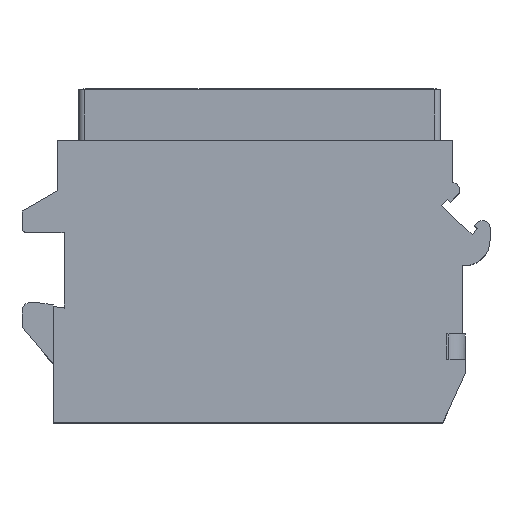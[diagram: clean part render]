
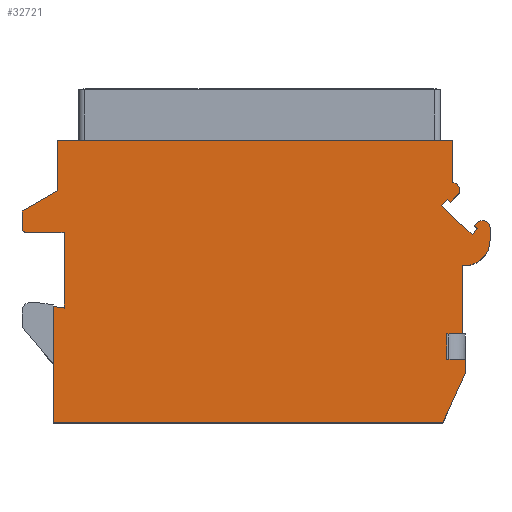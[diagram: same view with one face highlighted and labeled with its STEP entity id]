
A CAD part, top view. The second image highlights one B-rep face of the part: STEP entity #32721.
In plain terms, the highlighted planar face has unit normal (0, 0, 1).
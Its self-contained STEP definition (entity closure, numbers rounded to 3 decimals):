
#382=DIRECTION('',(-1.,0.,0.));
#383=VECTOR('',#382,1.1);
#384=CARTESIAN_POINT('',(14.372,6.3,7.));
#385=LINE('',#384,#383);
#386=DIRECTION('',(0.,-1.,0.));
#387=VECTOR('',#386,1.8);
#388=CARTESIAN_POINT('',(13.272,6.3,7.));
#389=LINE('',#388,#387);
#390=DIRECTION('',(1.,0.,0.));
#391=VECTOR('',#390,1.3);
#392=CARTESIAN_POINT('',(13.272,4.5,7.));
#393=LINE('',#392,#391);
#394=DIRECTION('',(0.,1.,0.));
#395=VECTOR('',#394,1.);
#396=CARTESIAN_POINT('',(14.572,3.5,7.));
#397=LINE('',#396,#395);
#398=DIRECTION('',(0.416,0.909,0.));
#399=VECTOR('',#398,3.848);
#400=CARTESIAN_POINT('',(12.972,0.,7.));
#401=LINE('',#400,#399);
#402=DIRECTION('',(1.,0.,0.));
#403=VECTOR('',#402,27.6);
#404=CARTESIAN_POINT('',(-14.628,0.,7.));
#405=LINE('',#404,#403);
#406=DIRECTION('',(0.,-1.,0.));
#407=VECTOR('',#406,8.232);
#408=CARTESIAN_POINT('',(-14.628,8.232,7.));
#409=LINE('',#408,#407);
#410=DIRECTION('',(-0.991,0.133,0.));
#411=VECTOR('',#410,0.807);
#412=CARTESIAN_POINT('',(-13.828,8.125,7.));
#413=LINE('',#412,#411);
#414=DIRECTION('',(0.,-1.,0.));
#415=VECTOR('',#414,5.375);
#416=CARTESIAN_POINT('',(-13.828,13.5,7.));
#417=LINE('',#416,#415);
#418=DIRECTION('',(1.,0.,0.));
#419=VECTOR('',#418,0.4);
#420=CARTESIAN_POINT('',(-14.228,13.5,7.));
#421=LINE('',#420,#419);
#422=DIRECTION('',(1.,0.,0.));
#423=VECTOR('',#422,2.3);
#424=CARTESIAN_POINT('',(-16.528,13.5,7.));
#425=LINE('',#424,#423);
#426=CARTESIAN_POINT('',(-16.528,13.8,7.));
#427=DIRECTION('',(0.,0.,1.));
#428=DIRECTION('',(-1.,0.,0.));
#429=AXIS2_PLACEMENT_3D('',#426,#427,#428);
#431=DIRECTION('',(0.,-1.,0.));
#432=VECTOR('',#431,1.2);
#433=CARTESIAN_POINT('',(-16.828,15.,7.));
#434=LINE('',#433,#432);
#435=DIRECTION('',(-0.866,-0.5,0.));
#436=VECTOR('',#435,2.887);
#437=CARTESIAN_POINT('',(-14.328,16.443,7.));
#438=LINE('',#437,#436);
#439=DIRECTION('',(0.,-1.,0.));
#440=VECTOR('',#439,3.557);
#441=CARTESIAN_POINT('',(-14.328,20.,7.));
#442=LINE('',#441,#440);
#443=DIRECTION('',(-1.,0.,0.));
#444=VECTOR('',#443,28.);
#445=CARTESIAN_POINT('',(13.672,20.,7.));
#446=LINE('',#445,#444);
#447=DIRECTION('',(0.,1.,0.));
#448=VECTOR('',#447,3.);
#449=CARTESIAN_POINT('',(13.672,17.,7.));
#450=LINE('',#449,#448);
#451=DIRECTION('',(-1.,0.,0.));
#452=VECTOR('',#451,0.01);
#453=CARTESIAN_POINT('',(13.682,17.,7.));
#454=LINE('',#453,#452);
#455=CARTESIAN_POINT('',(13.682,16.5,7.));
#456=DIRECTION('',(0.,0.,1.));
#457=DIRECTION('',(0.718,-0.696,0.));
#458=AXIS2_PLACEMENT_3D('',#455,#456,#457);
#460=DIRECTION('',(0.696,0.718,0.));
#461=VECTOR('',#460,0.738);
#462=CARTESIAN_POINT('',(13.528,15.622,7.));
#463=LINE('',#462,#461);
#464=DIRECTION('',(0.718,-0.696,0.));
#465=VECTOR('',#464,0.3);
#466=CARTESIAN_POINT('',(13.313,15.831,7.));
#467=LINE('',#466,#465);
#468=DIRECTION('',(0.696,0.718,0.));
#469=VECTOR('',#468,0.6);
#470=CARTESIAN_POINT('',(12.895,15.4,7.));
#471=LINE('',#470,#469);
#472=DIRECTION('',(-0.718,0.696,0.));
#473=VECTOR('',#472,3.);
#474=CARTESIAN_POINT('',(15.05,13.313,7.));
#475=LINE('',#474,#473);
#476=DIRECTION('',(-0.696,-0.718,0.));
#477=VECTOR('',#476,0.6);
#478=CARTESIAN_POINT('',(15.468,13.744,7.));
#479=LINE('',#478,#477);
#480=DIRECTION('',(0.718,-0.696,0.));
#481=VECTOR('',#480,0.3);
#482=CARTESIAN_POINT('',(15.252,13.953,7.));
#483=LINE('',#482,#481);
#484=DIRECTION('',(-0.696,-0.718,0.));
#485=VECTOR('',#484,0.303);
#486=CARTESIAN_POINT('',(15.463,14.17,7.));
#487=LINE('',#486,#485);
#488=CARTESIAN_POINT('',(15.822,13.822,7.));
#489=DIRECTION('',(0.,0.,1.));
#490=DIRECTION('',(1.,0.,0.));
#491=AXIS2_PLACEMENT_3D('',#488,#489,#490);
#493=DIRECTION('',(0.,1.,0.));
#494=VECTOR('',#493,0.893);
#495=CARTESIAN_POINT('',(16.322,12.93,7.));
#496=LINE('',#495,#494);
#497=CARTESIAN_POINT('',(14.522,12.93,7.));
#498=DIRECTION('',(0.,0.,1.));
#499=DIRECTION('',(-0.083,-0.997,0.));
#500=AXIS2_PLACEMENT_3D('',#497,#498,#499);
#502=DIRECTION('',(0.,1.,0.));
#503=VECTOR('',#502,4.836);
#504=CARTESIAN_POINT('',(14.372,6.3,7.));
#505=LINE('',#504,#503);
#27382=CARTESIAN_POINT('',(-14.328,20.,7.));
#27383=CARTESIAN_POINT('',(-14.328,16.443,7.));
#27384=VERTEX_POINT('',#27382);
#27385=VERTEX_POINT('',#27383);
#27386=CARTESIAN_POINT('',(-16.828,15.,7.));
#27387=VERTEX_POINT('',#27386);
#27388=CARTESIAN_POINT('',(-16.828,13.8,7.));
#27389=VERTEX_POINT('',#27388);
#27390=CARTESIAN_POINT('',(-16.528,13.5,7.));
#27391=VERTEX_POINT('',#27390);
#27392=CARTESIAN_POINT('',(-14.228,13.5,7.));
#27393=VERTEX_POINT('',#27392);
#27394=CARTESIAN_POINT('',(-13.828,8.125,7.));
#27395=CARTESIAN_POINT('',(-14.628,8.232,7.));
#27396=VERTEX_POINT('',#27394);
#27397=VERTEX_POINT('',#27395);
#27398=CARTESIAN_POINT('',(-14.628,0.,7.));
#27399=VERTEX_POINT('',#27398);
#27400=CARTESIAN_POINT('',(12.972,0.,7.));
#27401=VERTEX_POINT('',#27400);
#27402=CARTESIAN_POINT('',(14.572,3.5,7.));
#27403=VERTEX_POINT('',#27402);
#27404=CARTESIAN_POINT('',(14.372,11.136,7.));
#27405=CARTESIAN_POINT('',(16.322,12.93,7.));
#27406=VERTEX_POINT('',#27404);
#27407=VERTEX_POINT('',#27405);
#27408=CARTESIAN_POINT('',(16.322,13.822,7.));
#27409=VERTEX_POINT('',#27408);
#27410=CARTESIAN_POINT('',(15.463,14.17,7.));
#27411=VERTEX_POINT('',#27410);
#27412=CARTESIAN_POINT('',(15.252,13.953,7.));
#27413=VERTEX_POINT('',#27412);
#27414=CARTESIAN_POINT('',(15.468,13.744,7.));
#27415=VERTEX_POINT('',#27414);
#27416=CARTESIAN_POINT('',(15.05,13.313,7.));
#27417=VERTEX_POINT('',#27416);
#27418=CARTESIAN_POINT('',(12.895,15.4,7.));
#27419=VERTEX_POINT('',#27418);
#27420=CARTESIAN_POINT('',(13.313,15.831,7.));
#27421=VERTEX_POINT('',#27420);
#27422=CARTESIAN_POINT('',(13.528,15.622,7.));
#27423=VERTEX_POINT('',#27422);
#27424=CARTESIAN_POINT('',(14.042,16.152,7.));
#27425=VERTEX_POINT('',#27424);
#27426=CARTESIAN_POINT('',(13.682,17.,7.));
#27427=VERTEX_POINT('',#27426);
#27428=CARTESIAN_POINT('',(13.672,17.,7.));
#27429=VERTEX_POINT('',#27428);
#27430=CARTESIAN_POINT('',(13.672,20.,7.));
#27431=VERTEX_POINT('',#27430);
#27468=CARTESIAN_POINT('',(14.372,6.3,7.));
#27469=CARTESIAN_POINT('',(13.272,6.3,7.));
#27470=VERTEX_POINT('',#27468);
#27471=VERTEX_POINT('',#27469);
#27472=CARTESIAN_POINT('',(13.272,4.5,7.));
#27473=VERTEX_POINT('',#27472);
#27474=CARTESIAN_POINT('',(14.572,4.5,7.));
#27475=VERTEX_POINT('',#27474);
#27550=CARTESIAN_POINT('',(-13.828,13.5,7.));
#27551=VERTEX_POINT('',#27550);
#32682=CARTESIAN_POINT('',(0.,0.,7.));
#32683=DIRECTION('',(0.,0.,1.));
#32684=DIRECTION('',(1.,0.,0.));
#32685=AXIS2_PLACEMENT_3D('',#32682,#32683,#32684);
#32686=PLANE('',#32685);
#32688=ORIENTED_EDGE('',*,*,#32687,.T.);
#32690=ORIENTED_EDGE('',*,*,#32689,.T.);
#32691=ORIENTED_EDGE('',*,*,#32673,.T.);
#32692=ORIENTED_EDGE('',*,*,#32199,.F.);
#32693=ORIENTED_EDGE('',*,*,#32214,.F.);
#32694=ORIENTED_EDGE('',*,*,#32228,.F.);
#32695=ORIENTED_EDGE('',*,*,#32247,.F.);
#32696=ORIENTED_EDGE('',*,*,#32301,.F.);
#32697=ORIENTED_EDGE('',*,*,#32316,.F.);
#32698=ORIENTED_EDGE('',*,*,#32330,.F.);
#32699=ORIENTED_EDGE('',*,*,#32344,.F.);
#32700=ORIENTED_EDGE('',*,*,#32358,.F.);
#32701=ORIENTED_EDGE('',*,*,#32372,.F.);
#32702=ORIENTED_EDGE('',*,*,#32386,.F.);
#32703=ORIENTED_EDGE('',*,*,#32400,.F.);
#32704=ORIENTED_EDGE('',*,*,#32414,.F.);
#32705=ORIENTED_EDGE('',*,*,#32446,.F.);
#32706=ORIENTED_EDGE('',*,*,#32460,.F.);
#32707=ORIENTED_EDGE('',*,*,#32474,.F.);
#32708=ORIENTED_EDGE('',*,*,#32488,.F.);
#32709=ORIENTED_EDGE('',*,*,#32502,.F.);
#32710=ORIENTED_EDGE('',*,*,#32516,.F.);
#32711=ORIENTED_EDGE('',*,*,#32530,.F.);
#32712=ORIENTED_EDGE('',*,*,#32544,.F.);
#32713=ORIENTED_EDGE('',*,*,#32558,.F.);
#32714=ORIENTED_EDGE('',*,*,#32572,.F.);
#32715=ORIENTED_EDGE('',*,*,#32586,.F.);
#32716=ORIENTED_EDGE('',*,*,#32600,.F.);
#32717=ORIENTED_EDGE('',*,*,#32614,.F.);
#32718=ORIENTED_EDGE('',*,*,#32629,.F.);
#32719=EDGE_LOOP('',(#32688,#32690,#32691,#32692,#32693,#32694,#32695,#32696,
#32697,#32698,#32699,#32700,#32701,#32702,#32703,#32704,#32705,#32706,#32707,
#32708,#32709,#32710,#32711,#32712,#32713,#32714,#32715,#32716,#32717,#32718));
#32720=FACE_OUTER_BOUND('',#32719,.F.);
#32721=ADVANCED_FACE('',(#32720),#32686,.T.);
#430=CIRCLE('',#429,0.3);
#459=CIRCLE('',#458,0.5);
#492=CIRCLE('',#491,0.5);
#501=CIRCLE('',#500,1.8);
#32199=EDGE_CURVE('',#27403,#27475,#397,.T.);
#32214=EDGE_CURVE('',#27401,#27403,#401,.T.);
#32228=EDGE_CURVE('',#27399,#27401,#405,.T.);
#32247=EDGE_CURVE('',#27397,#27399,#409,.T.);
#32301=EDGE_CURVE('',#27396,#27397,#413,.T.);
#32316=EDGE_CURVE('',#27551,#27396,#417,.T.);
#32330=EDGE_CURVE('',#27393,#27551,#421,.T.);
#32344=EDGE_CURVE('',#27391,#27393,#425,.T.);
#32358=EDGE_CURVE('',#27389,#27391,#430,.T.);
#32372=EDGE_CURVE('',#27387,#27389,#434,.T.);
#32386=EDGE_CURVE('',#27385,#27387,#438,.T.);
#32400=EDGE_CURVE('',#27384,#27385,#442,.T.);
#32414=EDGE_CURVE('',#27431,#27384,#446,.T.);
#32446=EDGE_CURVE('',#27429,#27431,#450,.T.);
#32460=EDGE_CURVE('',#27427,#27429,#454,.T.);
#32474=EDGE_CURVE('',#27425,#27427,#459,.T.);
#32488=EDGE_CURVE('',#27423,#27425,#463,.T.);
#32502=EDGE_CURVE('',#27421,#27423,#467,.T.);
#32516=EDGE_CURVE('',#27419,#27421,#471,.T.);
#32530=EDGE_CURVE('',#27417,#27419,#475,.T.);
#32544=EDGE_CURVE('',#27415,#27417,#479,.T.);
#32558=EDGE_CURVE('',#27413,#27415,#483,.T.);
#32572=EDGE_CURVE('',#27411,#27413,#487,.T.);
#32586=EDGE_CURVE('',#27409,#27411,#492,.T.);
#32600=EDGE_CURVE('',#27407,#27409,#496,.T.);
#32614=EDGE_CURVE('',#27406,#27407,#501,.T.);
#32629=EDGE_CURVE('',#27470,#27406,#505,.T.);
#32673=EDGE_CURVE('',#27473,#27475,#393,.T.);
#32687=EDGE_CURVE('',#27470,#27471,#385,.T.);
#32689=EDGE_CURVE('',#27471,#27473,#389,.T.);
